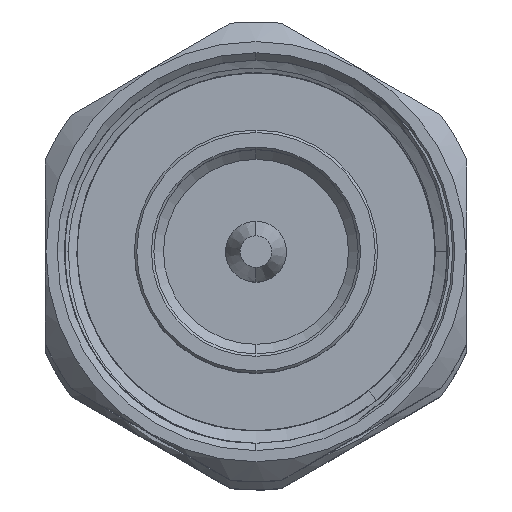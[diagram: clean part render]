
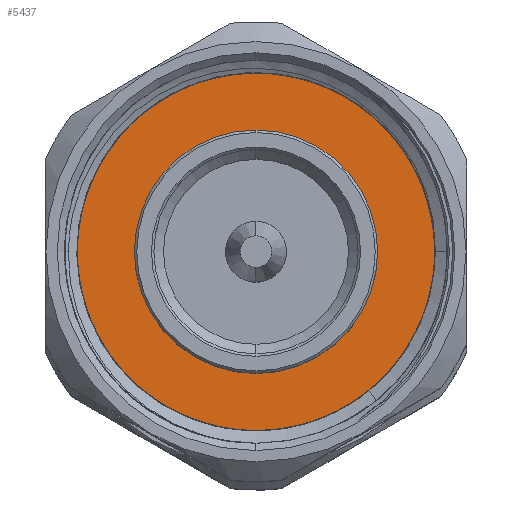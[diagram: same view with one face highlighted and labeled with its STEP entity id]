
A CAD part, top view. The second image highlights one B-rep face of the part: STEP entity #5437.
In plain terms, the highlighted face is planar.
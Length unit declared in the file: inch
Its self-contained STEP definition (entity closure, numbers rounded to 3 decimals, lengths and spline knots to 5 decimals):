
#25 = CARTESIAN_POINT ( 'NONE',  ( 0.3317, 0.34356, -0.14563 ) ) ;
#55 = DIRECTION ( 'NONE',  ( 0., -1., 0. ) ) ;
#137 = VECTOR ( 'NONE', #1126, 39.37008 ) ;
#152 = EDGE_CURVE ( 'NONE', #630, #3587, #3519, .T. ) ;
#171 = CARTESIAN_POINT ( 'NONE',  ( 0.3317, -0.16408, -0.3544 ) ) ;
#182 = VERTEX_POINT ( 'NONE', #3465 ) ;
#290 = CARTESIAN_POINT ( 'NONE',  ( 0.3317, -0.27282, -0.28385 ) ) ;
#390 = CIRCLE ( 'NONE', #4293, 0.3937 ) ;
#428 = PLANE ( 'NONE',  #2710 ) ;
#433 = EDGE_CURVE ( 'NONE', #3349, #3745, #1291, .T. ) ;
#547 = CARTESIAN_POINT ( 'NONE',  ( 0.3317, -0.21342, -0.32895 ) ) ;
#624 = CARTESIAN_POINT ( 'NONE',  ( 0.3317, -0.19728, -0.33825 ) ) ;
#630 = VERTEX_POINT ( 'NONE', #4488 ) ;
#842 = FACE_BOUND ( 'NONE', #1210, .T. ) ;
#935 = CARTESIAN_POINT ( 'NONE',  ( 0.3317, 0., 0. ) ) ;
#970 = CARTESIAN_POINT ( 'NONE',  ( 0.3317, -0.24435, -0.30799 ) ) ;
#1004 = ORIENTED_EDGE ( 'NONE', *, *, #5455, .T. ) ;
#1126 = DIRECTION ( 'NONE',  ( 0., -1., 0. ) ) ;
#1210 = EDGE_LOOP ( 'NONE', ( #4729, #5081 ) ) ;
#1226 = ORIENTED_EDGE ( 'NONE', *, *, #5235, .T. ) ;
#1237 = CARTESIAN_POINT ( 'NONE',  ( 0.3317, 0.36797, -0.03733 ) ) ;
#1279 = B_SPLINE_CURVE_WITH_KNOTS ( 'NONE', 3,
 ( #5459, #5038, #1237, #3818, #2934, #4621, #25, #5092, #1299, #3528, #4373, #1839, #2691, #1916, #3902, #5216, #4430, #2666, #4349, #1471, #1892, #3554, #5180, #2717, #2637, #5298, #1501, #3161, #171, #624, #547, #970, #2251, #4848 ),
 .UNSPECIFIED., .F., .F.,
 ( 4, 2, 2, 2, 2, 2, 2, 2, 2, 2, 2, 2, 2, 2, 2, 2, 4 ),
 ( 0., 0.00142, 0.00284, 0.00426, 0.00568, 0.0071, 0.00853, 0.00995, 0.01137, 0.01421, 0.01492, 0.01563, 0.01705, 0.01847, 0.01989, 0.02131, 0.02273 ),
 .UNSPECIFIED. ) ;
#1291 = CIRCLE ( 'NONE', #5191, 0.3937 ) ;
#1299 = CARTESIAN_POINT ( 'NONE',  ( 0.3317, 0.31944, -0.19606 ) ) ;
#1335 = DIRECTION ( 'NONE',  ( 1., 0., 0. ) ) ;
#1371 = CARTESIAN_POINT ( 'NONE',  ( 0.3317, 0., 0. ) ) ;
#1471 = CARTESIAN_POINT ( 'NONE',  ( 0.3317, 0.02643, -0.38387 ) ) ;
#1501 = CARTESIAN_POINT ( 'NONE',  ( 0.3317, -0.11165, -0.37259 ) ) ;
#1584 = LINE ( 'NONE', #5347, #137 ) ;
#1678 = CIRCLE ( 'NONE', #3180, 0.24999 ) ;
#1839 = CARTESIAN_POINT ( 'NONE',  ( 0.3317, 0.26397, -0.26976 ) ) ;
#1892 = CARTESIAN_POINT ( 'NONE',  ( 0.3317, 0.01709, -0.38465 ) ) ;
#1916 = CARTESIAN_POINT ( 'NONE',  ( 0.3317, 0.22225, -0.30698 ) ) ;
#2093 = AXIS2_PLACEMENT_3D ( 'NONE', #4323, #1335, #2579 ) ;
#2107 = CARTESIAN_POINT ( 'NONE',  ( 0.3317, 0.24999, 0. ) ) ;
#2134 = CARTESIAN_POINT ( 'NONE',  ( 0.3317, 0., 0. ) ) ;
#2251 = CARTESIAN_POINT ( 'NONE',  ( 0.3317, -0.259, -0.29645 ) ) ;
#2579 = DIRECTION ( 'NONE',  ( 0., -1., 0. ) ) ;
#2607 = DIRECTION ( 'NONE',  ( -1., 0., 0. ) ) ;
#2637 = CARTESIAN_POINT ( 'NONE',  ( 0.3317, -0.05683, -0.38319 ) ) ;
#2666 = CARTESIAN_POINT ( 'NONE',  ( 0.3317, 0.10823, -0.36857 ) ) ;
#2691 = CARTESIAN_POINT ( 'NONE',  ( 0.3317, 0.25057, -0.28294 ) ) ;
#2710 = AXIS2_PLACEMENT_3D ( 'NONE', #2134, #2607, #55 ) ;
#2717 = CARTESIAN_POINT ( 'NONE',  ( 0.3317, -0.03846, -0.38495 ) ) ;
#2910 = VERTEX_POINT ( 'NONE', #4629 ) ;
#2923 = EDGE_LOOP ( 'NONE', ( #1226, #1004, #3593, #3036 ) ) ;
#2934 = CARTESIAN_POINT ( 'NONE',  ( 0.3317, 0.35974, -0.0927 ) ) ;
#3002 = CARTESIAN_POINT ( 'NONE',  ( 0.3317, 0., 0. ) ) ;
#3036 = ORIENTED_EDGE ( 'NONE', *, *, #4945, .T. ) ;
#3054 = DIRECTION ( 'NONE',  ( -1., 0., 0. ) ) ;
#3120 = DIRECTION ( 'NONE',  ( 0., -1., 0. ) ) ;
#3161 = CARTESIAN_POINT ( 'NONE',  ( 0.3317, -0.14696, -0.36127 ) ) ;
#3180 = AXIS2_PLACEMENT_3D ( 'NONE', #935, #4321, #3901 ) ;
#3349 = VERTEX_POINT ( 'NONE', #290 ) ;
#3448 = DIRECTION ( 'NONE',  ( -1., 0., 0. ) ) ;
#3465 = CARTESIAN_POINT ( 'NONE',  ( 0.3317, 0.3937, 0. ) ) ;
#3509 = CARTESIAN_POINT ( 'NONE',  ( 0.3317, -0.3937, 0. ) ) ;
#3519 = CIRCLE ( 'NONE', #2093, 0.24999 ) ;
#3528 = CARTESIAN_POINT ( 'NONE',  ( 0.3317, 0.29945, -0.22719 ) ) ;
#3554 = CARTESIAN_POINT ( 'NONE',  ( 0.3317, -0.00149, -0.38553 ) ) ;
#3587 = VERTEX_POINT ( 'NONE', #2107 ) ;
#3593 = ORIENTED_EDGE ( 'NONE', *, *, #433, .T. ) ;
#3636 = EDGE_CURVE ( 'NONE', #3587, #630, #1678, .T. ) ;
#3745 = VERTEX_POINT ( 'NONE', #3509 ) ;
#3818 = CARTESIAN_POINT ( 'NONE',  ( 0.3317, 0.36341, -0.07443 ) ) ;
#3842 = FACE_OUTER_BOUND ( 'NONE', #2923, .T. ) ;
#3901 = DIRECTION ( 'NONE',  ( 0., -1., 0. ) ) ;
#3902 = CARTESIAN_POINT ( 'NONE',  ( 0.3317, 0.20734, -0.31787 ) ) ;
#3933 = DIRECTION ( 'NONE',  ( 0., -1., 0. ) ) ;
#4293 = AXIS2_PLACEMENT_3D ( 'NONE', #3002, #3054, #3933 ) ;
#4321 = DIRECTION ( 'NONE',  ( 1., 0., 0. ) ) ;
#4323 = CARTESIAN_POINT ( 'NONE',  ( 0.3317, 0., 0. ) ) ;
#4349 = CARTESIAN_POINT ( 'NONE',  ( 0.3317, 0.07264, -0.37827 ) ) ;
#4373 = CARTESIAN_POINT ( 'NONE',  ( 0.3317, 0.28835, -0.24193 ) ) ;
#4430 = CARTESIAN_POINT ( 'NONE',  ( 0.3317, 0.15955, -0.34614 ) ) ;
#4488 = CARTESIAN_POINT ( 'NONE',  ( 0.3317, -0.24999, 0. ) ) ;
#4621 = CARTESIAN_POINT ( 'NONE',  ( 0.3317, 0.34982, -0.12826 ) ) ;
#4629 = CARTESIAN_POINT ( 'NONE',  ( 0.3317, 0.36833, 0. ) ) ;
#4729 = ORIENTED_EDGE ( 'NONE', *, *, #152, .T. ) ;
#4848 = CARTESIAN_POINT ( 'NONE',  ( 0.3317, -0.27282, -0.28385 ) ) ;
#4945 = EDGE_CURVE ( 'NONE', #3745, #182, #390, .T. ) ;
#5038 = CARTESIAN_POINT ( 'NONE',  ( 0.3317, 0.36886, -0.01871 ) ) ;
#5081 = ORIENTED_EDGE ( 'NONE', *, *, #3636, .T. ) ;
#5092 = CARTESIAN_POINT ( 'NONE',  ( 0.3317, 0.32839, -0.17951 ) ) ;
#5180 = CARTESIAN_POINT ( 'NONE',  ( 0.3317, -0.01075, -0.38563 ) ) ;
#5191 = AXIS2_PLACEMENT_3D ( 'NONE', #1371, #3448, #3120 ) ;
#5216 = CARTESIAN_POINT ( 'NONE',  ( 0.3317, 0.17602, -0.33744 ) ) ;
#5235 = EDGE_CURVE ( 'NONE', #182, #2910, #1584, .T. ) ;
#5298 = CARTESIAN_POINT ( 'NONE',  ( 0.3317, -0.09337, -0.37703 ) ) ;
#5347 = CARTESIAN_POINT ( 'NONE',  ( 0.3317, 0.3937, 0. ) ) ;
#5437 = ADVANCED_FACE ( 'NONE', ( #3842, #842 ), #428, .T. ) ;
#5455 = EDGE_CURVE ( 'NONE', #2910, #3349, #1279, .T. ) ;
#5459 = CARTESIAN_POINT ( 'NONE',  ( 0.3317, 0.36833, 0. ) ) ;
